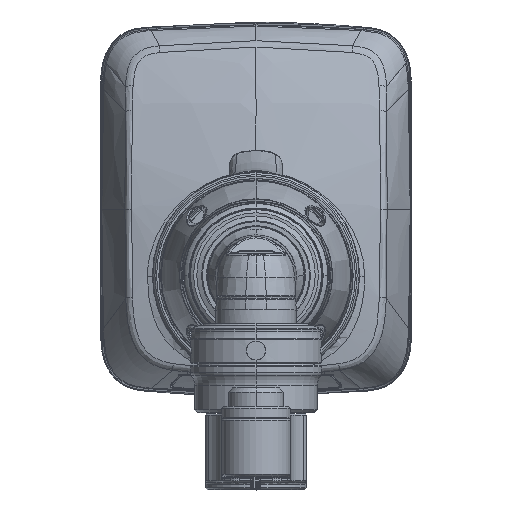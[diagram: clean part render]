
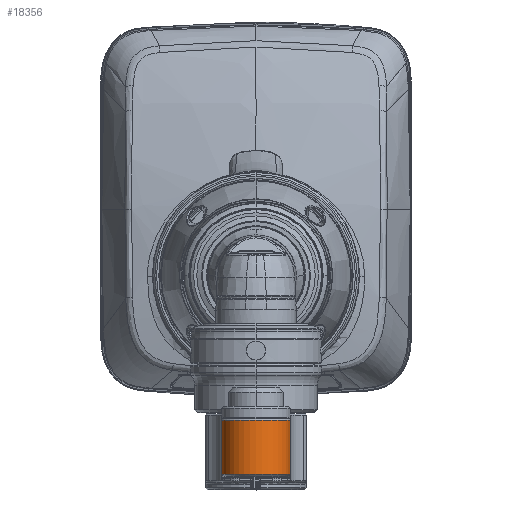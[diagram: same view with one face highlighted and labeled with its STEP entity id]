
A CAD part, top view. The second image highlights one B-rep face of the part: STEP entity #18356.
In plain terms, the highlighted cylindrical face has radius 8.1 mm (diameter 16.2 mm), a partial arc.
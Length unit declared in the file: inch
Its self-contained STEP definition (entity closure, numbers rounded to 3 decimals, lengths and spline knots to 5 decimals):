
#1460=DIRECTION('',(0.,1.,0.));
#1461=VECTOR('',#1460,0.50394);
#1462=CARTESIAN_POINT('',(0.3189,-0.25197,
-0.00315));
#1463=LINE('',#1462,#1461);
#1786=CARTESIAN_POINT('',(0.,-0.25197,-0.00315));
#1787=DIRECTION('',(0.,1.,0.));
#1788=DIRECTION('',(-1.,0.,0.));
#1789=AXIS2_PLACEMENT_3D('',#1786,#1787,#1788);
#1791=DIRECTION('',(0.,1.,0.));
#1792=VECTOR('',#1791,0.50394);
#1793=CARTESIAN_POINT('',(-0.3189,-0.25197,
-0.00315));
#1794=LINE('',#1793,#1792);
#1795=CARTESIAN_POINT('',(0.,0.25197,-0.00315));
#1796=DIRECTION('',(0.,-1.,0.));
#1797=DIRECTION('',(1.,0.,0.));
#1798=AXIS2_PLACEMENT_3D('',#1795,#1796,#1797);
#15007=CARTESIAN_POINT('',(0.3189,0.25197,
-0.00315));
#15008=VERTEX_POINT('',#15007);
#15009=CARTESIAN_POINT('',(-0.3189,0.25197,
-0.00315));
#15011=VERTEX_POINT('',#15009);
#15170=CARTESIAN_POINT('',(-0.3189,-0.25197,
-0.00315));
#15171=VERTEX_POINT('',#15170);
#15172=CARTESIAN_POINT('',(0.3189,-0.25197,
-0.00315));
#15173=VERTEX_POINT('',#15172);
#18343=CARTESIAN_POINT('',(0.,0.,-0.00315));
#18344=DIRECTION('',(0.,-1.,0.));
#18345=DIRECTION('',(0.,0.,-1.));
#18346=AXIS2_PLACEMENT_3D('',#18343,#18344,#18345);
#18347=CYLINDRICAL_SURFACE('',#18346,0.3189);
#18348=ORIENTED_EDGE('',*,*,#18107,.F.);
#18350=ORIENTED_EDGE('',*,*,#18349,.F.);
#18351=ORIENTED_EDGE('',*,*,#18314,.T.);
#18353=ORIENTED_EDGE('',*,*,#18352,.F.);
#18354=EDGE_LOOP('',(#18348,#18350,#18351,#18353));
#18355=FACE_OUTER_BOUND('',#18354,.F.);
#18356=ADVANCED_FACE('',(#18355),#18347,.T.);
#1790=CIRCLE('',#1789,0.3189);
#1799=CIRCLE('',#1798,0.3189);
#18107=EDGE_CURVE('',#15173,#15008,#1463,.T.);
#18314=EDGE_CURVE('',#15171,#15011,#1794,.T.);
#18349=EDGE_CURVE('',#15171,#15173,#1790,.T.);
#18352=EDGE_CURVE('',#15008,#15011,#1799,.T.);
